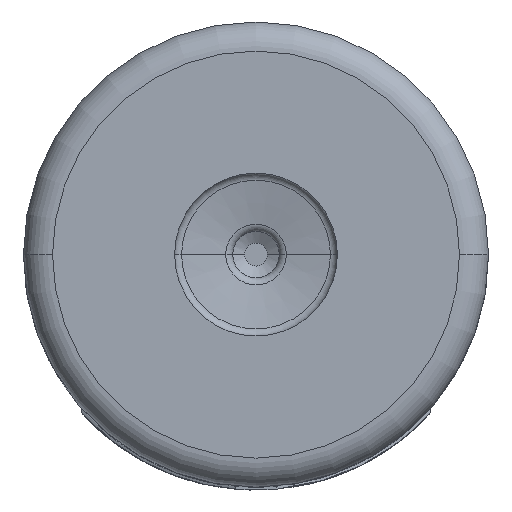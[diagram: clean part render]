
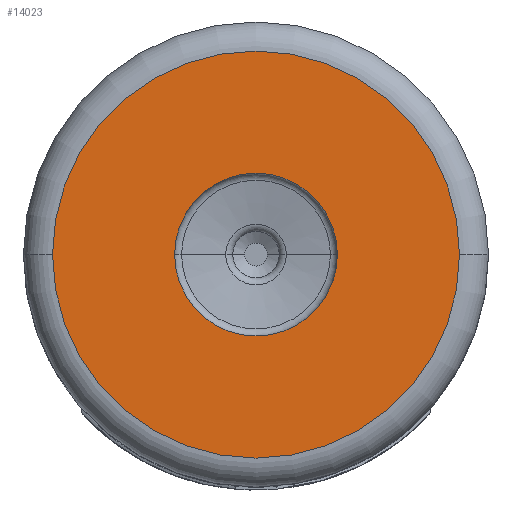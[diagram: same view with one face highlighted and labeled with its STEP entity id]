
A CAD part, front view. The second image highlights one B-rep face of the part: STEP entity #14023.
In plain terms, the highlighted planar face has unit normal (0, -1, 0).
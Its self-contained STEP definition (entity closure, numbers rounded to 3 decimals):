
#1899=CARTESIAN_POINT('',(0.,-4.,0.));
#1900=DIRECTION('',(0.,-1.,0.));
#1901=DIRECTION('',(1.,0.,0.));
#1902=AXIS2_PLACEMENT_3D('',#1899,#1900,#1901);
#1914=CARTESIAN_POINT('',(0.,-4.,0.));
#1915=DIRECTION('',(0.,-1.,0.));
#1916=DIRECTION('',(-1.,0.,0.));
#1917=AXIS2_PLACEMENT_3D('',#1914,#1915,#1916);
#1919=CARTESIAN_POINT('',(0.,-4.,0.));
#1920=DIRECTION('',(0.,-1.,0.));
#1921=DIRECTION('',(1.,0.,0.));
#1922=AXIS2_PLACEMENT_3D('',#1919,#1920,#1921);
#1924=CARTESIAN_POINT('',(0.,-4.,0.));
#1925=DIRECTION('',(0.,-1.,0.));
#1926=DIRECTION('',(-1.,0.,0.));
#1927=AXIS2_PLACEMENT_3D('',#1924,#1925,#1926);
#11949=CARTESIAN_POINT('',(-1.4,-4.,0.));
#11950=CARTESIAN_POINT('',(1.4,-4.,0.));
#11951=VERTEX_POINT('',#11949);
#11952=VERTEX_POINT('',#11950);
#11953=CARTESIAN_POINT('',(3.5,-4.,0.));
#11954=CARTESIAN_POINT('',(-3.5,-4.,0.));
#11955=VERTEX_POINT('',#11953);
#11956=VERTEX_POINT('',#11954);
#14007=CARTESIAN_POINT('',(0.,-4.,0.));
#14008=DIRECTION('',(0.,1.,0.));
#14009=DIRECTION('',(1.,0.,0.));
#14010=AXIS2_PLACEMENT_3D('',#14007,#14008,#14009);
#14011=PLANE('',#14010);
#14012=ORIENTED_EDGE('',*,*,#13997,.F.);
#14014=ORIENTED_EDGE('',*,*,#14013,.F.);
#14015=EDGE_LOOP('',(#14012,#14014));
#14016=FACE_OUTER_BOUND('',#14015,.F.);
#14018=ORIENTED_EDGE('',*,*,#14017,.T.);
#14020=ORIENTED_EDGE('',*,*,#14019,.T.);
#14021=EDGE_LOOP('',(#14018,#14020));
#14022=FACE_BOUND('',#14021,.F.);
#14023=ADVANCED_FACE('',(#14016,#14022),#14011,.F.);
#1903=CIRCLE('',#1902,3.5);
#1918=CIRCLE('',#1917,1.4);
#1923=CIRCLE('',#1922,1.4);
#1928=CIRCLE('',#1927,3.5);
#13997=EDGE_CURVE('',#11955,#11956,#1903,.T.);
#14013=EDGE_CURVE('',#11956,#11955,#1928,.T.);
#14017=EDGE_CURVE('',#11951,#11952,#1918,.T.);
#14019=EDGE_CURVE('',#11952,#11951,#1923,.T.);
